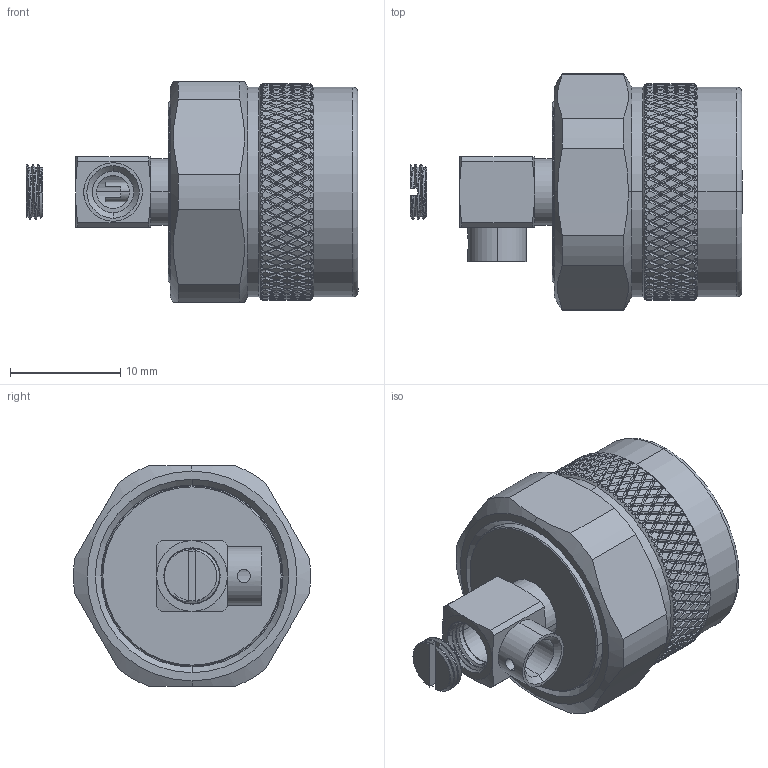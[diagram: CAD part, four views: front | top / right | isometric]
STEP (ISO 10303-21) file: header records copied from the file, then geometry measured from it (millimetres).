
FILE_DESCRIPTION (( 'STEP AP203' ), '1' );
FILE_NAME ('FMCN1928_3D.STEP', '2022-09-02T05:41:28', ( '' ), ( '' ), 'SwSTEP 2.0', 'SolidWorks 2021', '' );
FILE_SCHEMA (( 'CONFIG_CONTROL_DESIGN' ));
Products named in the file (1): FMCN1928_3D
Bounding box: 30.09 x 21.47 x 20 mm (x, y, z)
Volume: 3585.8 mm3; surface area: 4576.5 mm2
Topology: 4 solids, 4 shells, 2259 faces, 5695 edges, 3463 vertices
Faces by surface type: torus 1684, cylinder 470, plane 52, cone 39, bspline 12, sphere 2
Entity records: 95149 total; most frequent: CARTESIAN_POINT 48345, ORIENTED_EDGE 11390, DIRECTION 7531, EDGE_CURVE 5695, B_SPLINE_CURVE_WITH_KNOTS 4090, AXIS2_PLACEMENT_3D 3678, VERTEX_POINT 3463, EDGE_LOOP 2286
